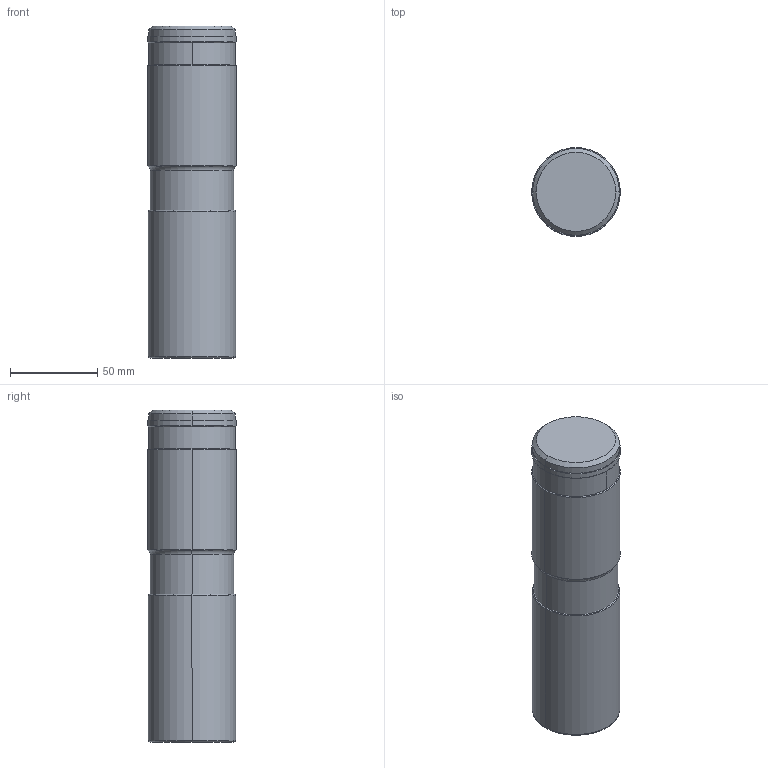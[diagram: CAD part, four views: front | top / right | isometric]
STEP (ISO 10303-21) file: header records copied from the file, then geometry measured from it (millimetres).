
FILE_DESCRIPTION(/* description */ (''),/* implementation_level */ '2;1');
FILE_NAME(/* name */ 'APX4KR5018WA508M084A_MR1.stp',/* time_stamp */ '2021-09-08T11:42:57+09:00',/* author */ (''),/* organization */ (''),/* preprocessor_version */ 'ST-DEVELOPER v16',/* originating_system */ 'SIEMENS PLM Software NX 10.0',/* authorisation */ '');
FILE_SCHEMA (('AUTOMOTIVE_DESIGN { 1 0 10303 214 3 1 1 1 }'));
Length unit declared in the file: millimetre
Products named in the file (1): APX4KR5018WA508M084A_MR1_ASM
Bounding box: 50.8 x 50.8 x 190 mm (x, y, z)
Volume: 456251.4 mm3; surface area: 56181.2 mm2
Topology: 2 solids, 2 shells, 51 faces, 119 edges, 87 vertices
Faces by surface type: cone 18, cylinder 14, torus 12, plane 5, bspline 2
Entity records: 1667 total; most frequent: DIRECTION 320, CARTESIAN_POINT 300, ORIENTED_EDGE 216, AXIS2_PLACEMENT_3D 141, EDGE_CURVE 108, CIRCLE 81, VERTEX_POINT 62, EDGE_LOOP 54
